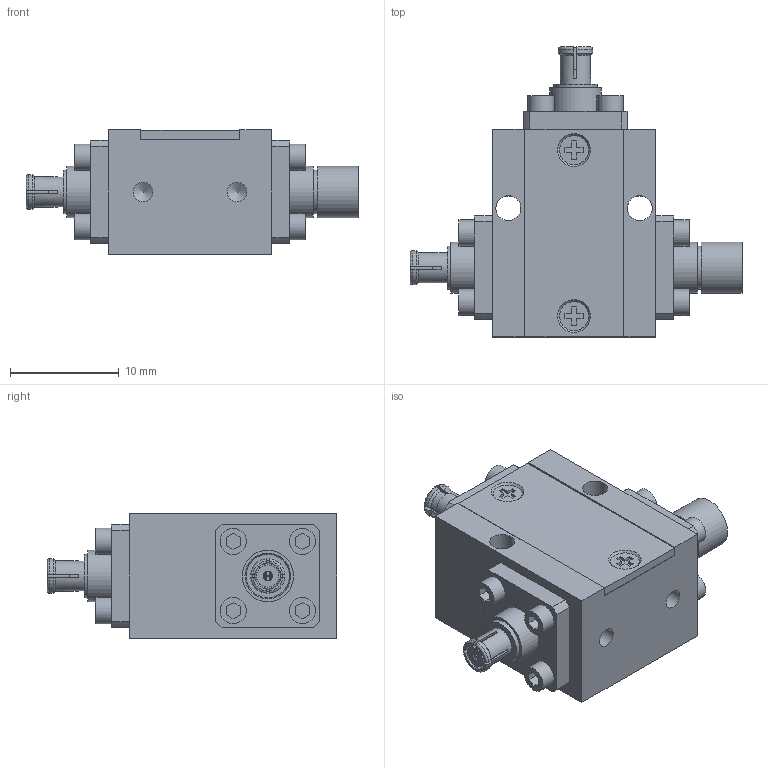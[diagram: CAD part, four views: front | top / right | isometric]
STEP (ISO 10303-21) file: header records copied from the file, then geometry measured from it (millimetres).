
FILE_DESCRIPTION(/* description */ (''),/* implementation_level */ '2;1');
FILE_NAME(/* name */ 'Bias_Tee_SolidModel_Datasheet_SMP.step',/* time_stamp */ '2022-12-17T12:51:32-08:00',/* author */ (''),/* organization */ (''),/* preprocessor_version */ 'ST-DEVELOPER v19.2',/* originating_system */ 'Autodesk Translation Framework v11.17.0.187',/* authorisation */ '');
FILE_SCHEMA (('AUTOMOTIVE_DESIGN { 1 0 10303 214 3 1 1 }'));
Length unit declared in the file: inch
Products named in the file (7): Bias_Tee_SolidModel_Datasheet; Bias_Tee_Lid_4-9-2022 v7; 0-80 FlatHead v2; 0-80 SHCS Screw Head v1; Bias_Tee_Housing_Datasheet_12-16-2022; SMP-M-19504-MECH v1; SMP-F-19501-MECH v1
Assembly tree (19 placements, depth 2):
  Bias_Tee_SolidModel_Datasheet
    0-80 FlatHead v2  x2
    0-80 SHCS Screw Head v1  x12
    Bias_Tee_Lid_4-9-2022 v7
    Bias_Tee_Housing_Datasheet_12-16-2022
    SMP-F-19501-MECH v1  x2
    SMP-M-19504-MECH v1
Bounding box: 30.48 x 26.62 x 11.43 mm (x, y, z)
Volume: 3713.7 mm3; surface area: 3875.7 mm2
Topology: 19 solids, 19 shells, 540 faces, 1353 edges, 886 vertices
Faces by surface type: plane 291, cylinder 144, cone 77, torus 27, bspline 1
Full cylindrical faces by diameter (mm): 0.373 x1, 0.406 x3, 0.638 x3, 0.711 x6, 0.762 x3, 0.77 x4, 0.851 x2, 0.991 x3, 1.245 x14, 1.626 x2, 1.727 x12, 1.783 x2, 1.943 x4, 1.981 x5, 2.032 x2, 2.159 x1, 2.286 x2, 2.4 x4, 2.408 x2, 2.413 x12, 2.786 x2, 2.954 x1, 3.183 x1, 3.607 x1, 3.99 x3, 4.572 x3, 4.724 x4
Entity records: 9098 total; most frequent: CARTESIAN_POINT 1739, DIRECTION 1562, ORIENTED_EDGE 1422, EDGE_CURVE 711, AXIS2_PLACEMENT_3D 600, VERTEX_POINT 472, LINE 362, VECTOR 362
